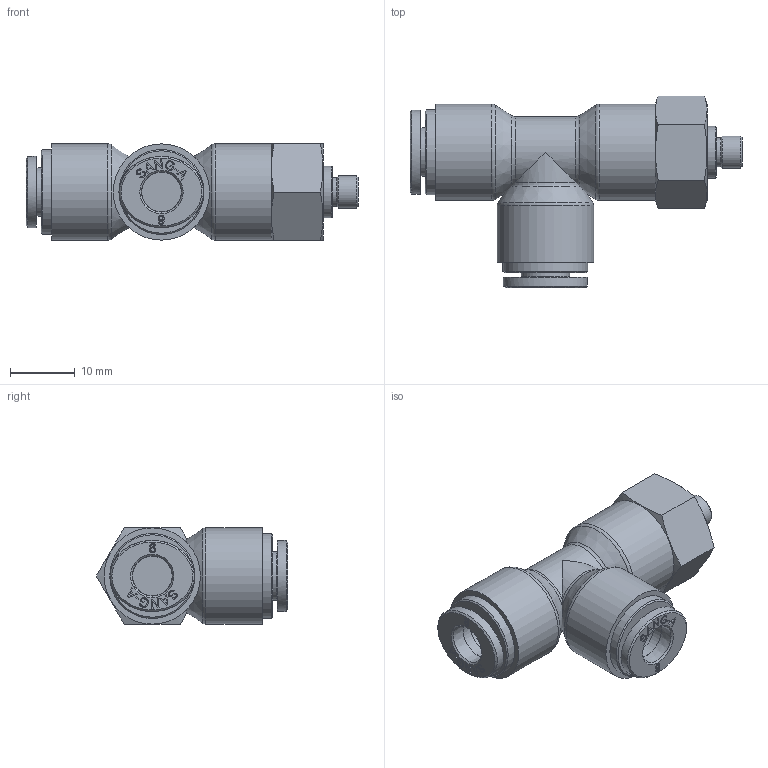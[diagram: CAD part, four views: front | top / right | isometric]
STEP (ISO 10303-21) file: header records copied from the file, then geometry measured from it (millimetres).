
FILE_DESCRIPTION((''),'2;1');
FILE_NAME('HR-PST 06M5.stp','2020-03-19T13:36:57',('user'),(''),'Autodesk Inventor 2013','Autodesk Inventor 2013','');
FILE_SCHEMA(('AUTOMOTIVE_DESIGN { 1 0 10303 214 1 1 1 1 }'));
Length unit declared in the file: millimetre
Products named in the file (6): 조립품3; HR-PUT 06 BODY; HR-COLLAR 06; HR-Collar 06L(SUS); HR-SLEEVE 06; HR-PL BODY 06M5
Assembly tree (6 placements, depth 3):
  조립품3
    HR-PUT 06 BODY
    HR-COLLAR 06  x2
      HR-Collar 06L(SUS)
      HR-SLEEVE 06
    HR-PL BODY 06M5
Bounding box: 51.35 x 29.61 x 15 mm (x, y, z)
Volume: 8081.9 mm3; surface area: 5329.9 mm2
Topology: 6 solids, 6 shells, 270 faces, 667 edges, 437 vertices
Faces by surface type: plane 137, bspline 88, cylinder 20, cone 17, torus 8
Full cylindrical faces by diameter (mm): 2 x1, 4.5 x1, 5 x1, 6.198 x2, 6.2 x3, 7 x1, 7.5 x2, 8 x1, 13.15 x2, 14.9 x3
Entity records: 4859 total; most frequent: CARTESIAN_POINT 1445, ORIENTED_EDGE 686, DIRECTION 552, EDGE_CURVE 343, VERTEX_POINT 241, EDGE_LOOP 214, AXIS2_PLACEMENT_3D 184, VECTOR 184
